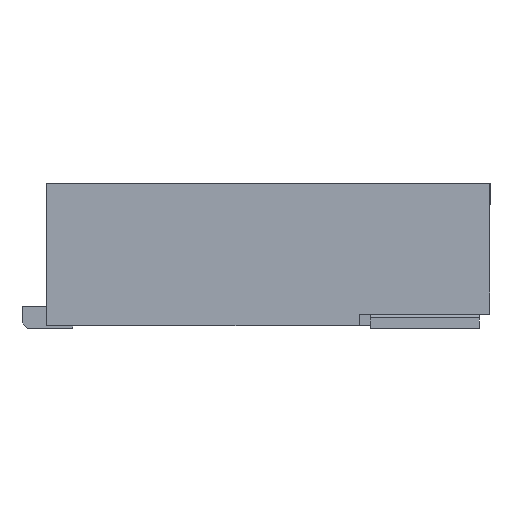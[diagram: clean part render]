
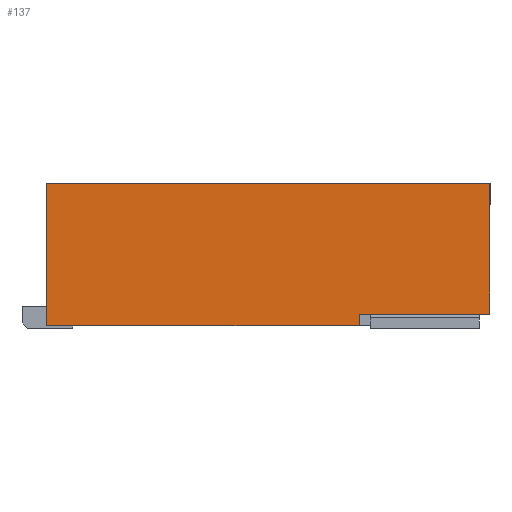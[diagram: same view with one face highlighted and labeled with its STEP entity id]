
A CAD part, left-side view. The second image highlights one B-rep face of the part: STEP entity #137.
In plain terms, the highlighted planar face has unit normal (-1, 0, 0).
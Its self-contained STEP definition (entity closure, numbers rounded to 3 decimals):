
#137=ADVANCED_FACE('',(#596),#377,.T.);
#377=PLANE('',#4864);
#596=FACE_OUTER_BOUND('',#834,.T.);
#834=EDGE_LOOP('',(#1355,#1356,#1357,#1358,#1359,#1360));
#1355=ORIENTED_EDGE('',*,*,#3139,.T.);
#1356=ORIENTED_EDGE('',*,*,#3140,.T.);
#1357=ORIENTED_EDGE('',*,*,#3127,.F.);
#1358=ORIENTED_EDGE('',*,*,#3141,.F.);
#1359=ORIENTED_EDGE('',*,*,#3022,.T.);
#1360=ORIENTED_EDGE('',*,*,#3016,.T.);
#2564=VERTEX_POINT('',#6628);
#2565=VERTEX_POINT('',#6630);
#2569=VERTEX_POINT('',#6641);
#2653=VERTEX_POINT('',#6853);
#2654=VERTEX_POINT('',#6854);
#2661=VERTEX_POINT('',#6875);
#3016=EDGE_CURVE('',#2565,#2564,#3699,.T.);
#3022=EDGE_CURVE('',#2569,#2565,#3705,.T.);
#3127=EDGE_CURVE('',#2653,#2654,#3810,.T.);
#3139=EDGE_CURVE('',#2564,#2661,#3822,.T.);
#3140=EDGE_CURVE('',#2661,#2654,#3823,.T.);
#3141=EDGE_CURVE('',#2569,#2653,#3824,.T.);
#3699=LINE('',#6629,#4342);
#3705=LINE('',#6640,#4348);
#3810=LINE('',#6852,#4453);
#3822=LINE('',#6874,#4465);
#3823=LINE('',#6876,#4466);
#3824=LINE('',#6877,#4467);
#4342=VECTOR('',#5280,1.);
#4348=VECTOR('',#5288,1.);
#4453=VECTOR('',#5439,1.);
#4465=VECTOR('',#5455,1.);
#4466=VECTOR('',#5456,1.);
#4467=VECTOR('',#5457,1.);
#4864=AXIS2_PLACEMENT_3D('',#6878,#5458,#5459);
#5280=DIRECTION('',(0.,-1.,0.));
#5288=DIRECTION('',(0.,0.,-1.));
#5439=DIRECTION('',(0.,0.,-1.));
#5455=DIRECTION('',(0.,0.,1.));
#5456=DIRECTION('',(0.,-1.,0.));
#5457=DIRECTION('',(0.,-1.,0.));
#5458=DIRECTION('',(-1.,0.,0.));
#5459=DIRECTION('',(0.,0.,1.));
#6628=CARTESIAN_POINT('',(-13.125,3.85,0.04));
#6629=CARTESIAN_POINT('',(-13.125,8.15,0.04));
#6630=CARTESIAN_POINT('',(-13.125,8.15,0.04));
#6640=CARTESIAN_POINT('',(-13.125,8.15,2.));
#6641=CARTESIAN_POINT('',(-13.125,8.15,2.));
#6852=CARTESIAN_POINT('',(-13.125,2.05,2.));
#6853=CARTESIAN_POINT('',(-13.125,2.05,2.));
#6854=CARTESIAN_POINT('',(-13.125,2.05,0.2));
#6874=CARTESIAN_POINT('',(-13.125,3.85,0.2));
#6875=CARTESIAN_POINT('',(-13.125,3.85,0.2));
#6876=CARTESIAN_POINT('',(-13.125,2.05,0.2));
#6877=CARTESIAN_POINT('',(-13.125,8.15,2.));
#6878=CARTESIAN_POINT('',(-13.125,8.15,2.));
